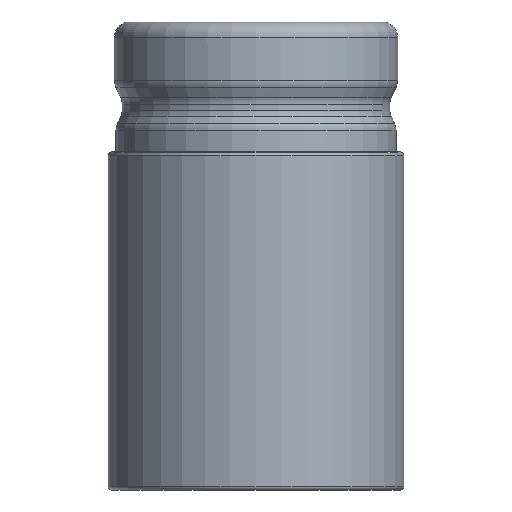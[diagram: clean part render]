
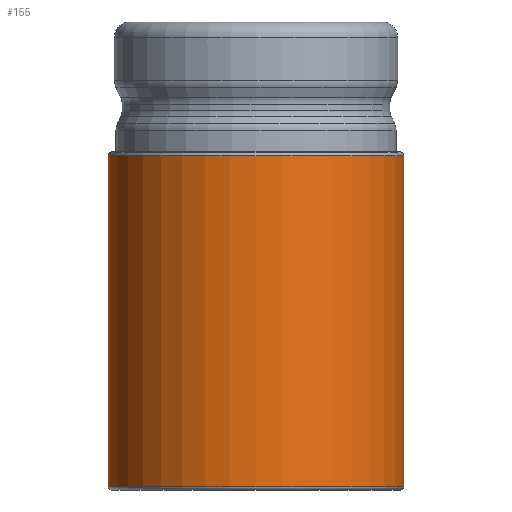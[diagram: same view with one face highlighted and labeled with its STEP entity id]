
A CAD part, front view. The second image highlights one B-rep face of the part: STEP entity #155.
In plain terms, the highlighted cylindrical face has radius 19.05 mm (diameter 38.1 mm), a partial arc.
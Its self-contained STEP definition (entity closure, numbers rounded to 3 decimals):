
#131=CYLINDRICAL_SURFACE('',#2098,19.05);
#155=ADVANCED_FACE('',(#303),#131,.T.);
#303=FACE_OUTER_BOUND('',#411,.T.);
#411=EDGE_LOOP('',(#540,#541,#542,#543));
#540=ORIENTED_EDGE('',*,*,#1281,.T.);
#541=ORIENTED_EDGE('',*,*,#1278,.T.);
#542=ORIENTED_EDGE('',*,*,#1272,.T.);
#543=ORIENTED_EDGE('',*,*,#1280,.F.);
#1096=VERTEX_POINT('',#3253);
#1097=VERTEX_POINT('',#3254);
#1100=VERTEX_POINT('',#3265);
#1101=VERTEX_POINT('',#3267);
#1272=EDGE_CURVE('',#1096,#1097,#1621,.T.);
#1278=EDGE_CURVE('',#1100,#1096,#1911,.T.);
#1280=EDGE_CURVE('',#1101,#1097,#1912,.T.);
#1281=EDGE_CURVE('',#1101,#1100,#1628,.T.);
#1621=CIRCLE('',#2087,19.05);
#1628=CIRCLE('',#2097,19.05);
#1911=LINE('',#3264,#1956);
#1912=LINE('',#3268,#1957);
#1956=VECTOR('',#2426,1.);
#1957=VECTOR('',#2429,1.);
#2087=AXIS2_PLACEMENT_3D('',#3252,#2410,#2411);
#2097=AXIS2_PLACEMENT_3D('',#3270,#2432,#2433);
#2098=AXIS2_PLACEMENT_3D('',#3271,#2434,#2435);
#2410=DIRECTION('',(0.,0.,-1.));
#2411=DIRECTION('',(1.,0.,0.));
#2426=DIRECTION('',(0.,0.,1.));
#2429=DIRECTION('',(0.,0.,1.));
#2432=DIRECTION('',(0.,0.,1.));
#2433=DIRECTION('',(-1.,0.,0.));
#2434=DIRECTION('',(0.,0.,1.));
#2435=DIRECTION('',(1.,0.,0.));
#3252=CARTESIAN_POINT('',(0.,0.,-17.271));
#3253=CARTESIAN_POINT('',(19.05,0.,-17.271));
#3254=CARTESIAN_POINT('',(-19.05,0.,-17.271));
#3264=CARTESIAN_POINT('',(19.05,0.,-17.271));
#3265=CARTESIAN_POINT('',(19.05,0.,-59.925));
#3267=CARTESIAN_POINT('',(-19.05,0.,-59.925));
#3268=CARTESIAN_POINT('',(-19.05,0.,-17.271));
#3270=CARTESIAN_POINT('',(0.,0.,-59.925));
#3271=CARTESIAN_POINT('',(0.,0.,-60.325));
